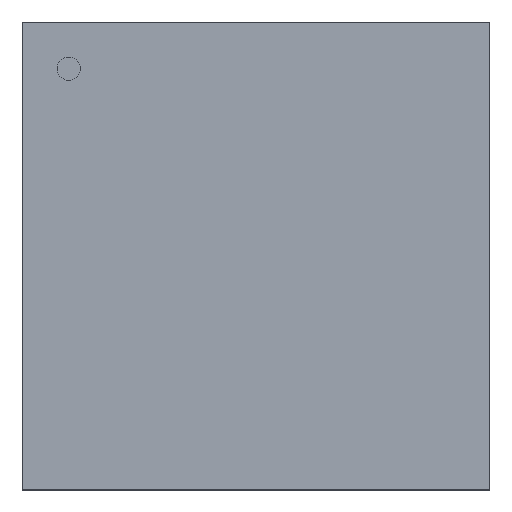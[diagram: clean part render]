
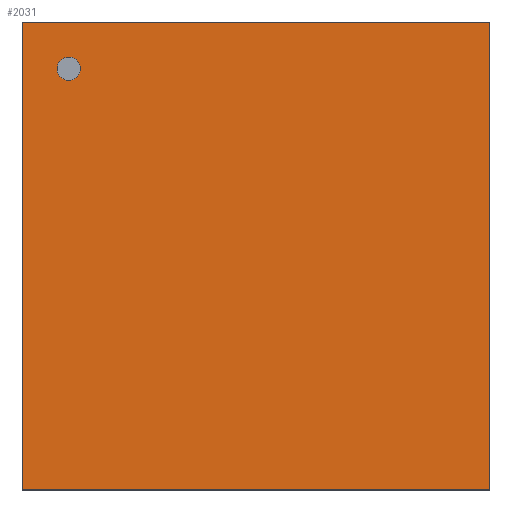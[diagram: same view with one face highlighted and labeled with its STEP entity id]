
A CAD part, top view. The second image highlights one B-rep face of the part: STEP entity #2031.
In plain terms, the highlighted planar face has unit normal (0, 0, 1).
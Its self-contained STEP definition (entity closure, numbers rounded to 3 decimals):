
#2031=ADVANCED_FACE('',(#2037),#2032,.F.);
#2032=PLANE('',#2033);
#2033=AXIS2_PLACEMENT_3D('',#2034,#2035,#2036);
#2034=CARTESIAN_POINT('Origin',(-2.578,-2.578,0.61));
#2035=DIRECTION('center_axis',(0.0,0.0,-1.0));
#2036=DIRECTION('ref_axis',(0.,1.,0.));
#2037=FACE_OUTER_BOUND('',#2038,.T.);
#2038=EDGE_LOOP('',(#2039,#2049,#2059,#2069));
#2039=ORIENTED_EDGE('',*,*,#2040,.F.);
#2040=EDGE_CURVE('',#2041,#2043,#2045,.T.);
#2041=VERTEX_POINT('',#2042);
#2042=CARTESIAN_POINT('',(2.578,-2.578,0.61));
#2043=VERTEX_POINT('',#2044);
#2044=CARTESIAN_POINT('',(-2.578,-2.578,0.61));
#2045=LINE('',#2046,#2047);
#2046=CARTESIAN_POINT('',(2.578,-2.578,0.61));
#2047=VECTOR('',#2048,5.156);
#2048=DIRECTION('',(-1.0,0.0,0.0));
#2049=ORIENTED_EDGE('',*,*,#2050,.F.);
#2050=EDGE_CURVE('',#2051,#2053,#2055,.T.);
#2051=VERTEX_POINT('',#2052);
#2052=CARTESIAN_POINT('',(2.578,2.578,0.61));
#2053=VERTEX_POINT('',#2042);
#2055=LINE('',#2056,#2057);
#2056=CARTESIAN_POINT('',(2.578,2.578,0.61));
#2057=VECTOR('',#2058,5.156);
#2058=DIRECTION('',(0.0,-1.0,0.0));
#2059=ORIENTED_EDGE('',*,*,#2060,.F.);
#2060=EDGE_CURVE('',#2061,#2063,#2065,.T.);
#2061=VERTEX_POINT('',#2062);
#2062=CARTESIAN_POINT('',(-2.578,2.578,0.61));
#2063=VERTEX_POINT('',#2052);
#2065=LINE('',#2066,#2067);
#2066=CARTESIAN_POINT('',(-2.578,2.578,0.61));
#2067=VECTOR('',#2068,5.156);
#2068=DIRECTION('',(1.0,0.0,0.0));
#2069=ORIENTED_EDGE('',*,*,#2070,.F.);
#2070=EDGE_CURVE('',#2071,#2073,#2075,.T.);
#2071=VERTEX_POINT('',#2044);
#2073=VERTEX_POINT('',#2062);
#2075=LINE('',#2076,#2077);
#2076=CARTESIAN_POINT('',(-2.578,-2.578,0.61));
#2077=VECTOR('',#2078,5.156);
#2078=DIRECTION('',(0.0,1.0,0.0));
